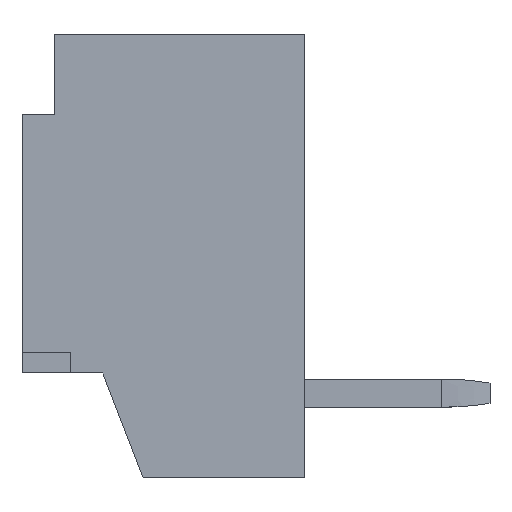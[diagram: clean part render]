
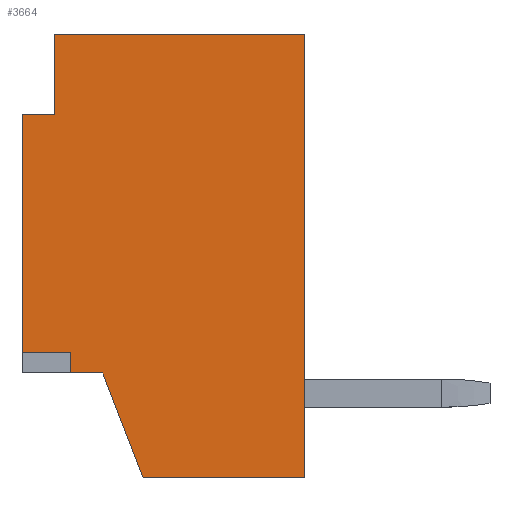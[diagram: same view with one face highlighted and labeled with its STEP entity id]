
A CAD part, left-side view. The second image highlights one B-rep face of the part: STEP entity #3664.
In plain terms, the highlighted face is planar.
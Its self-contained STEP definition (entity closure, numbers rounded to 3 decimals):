
#160 = VERTEX_POINT ( 'NONE', #7801 ) ;
#176 = LINE ( 'NONE', #8119, #8580 ) ;
#398 = EDGE_CURVE ( 'NONE', #1872, #2388, #3164, .T. ) ;
#424 = DIRECTION ( 'NONE',  ( 0., 1., 0. ) ) ;
#503 = DIRECTION ( 'NONE',  ( 0., 1., 0. ) ) ;
#568 = DIRECTION ( 'NONE',  ( 0., 0., -1. ) ) ;
#608 = ORIENTED_EDGE ( 'NONE', *, *, #6715, .F. ) ;
#651 = ORIENTED_EDGE ( 'NONE', *, *, #738, .T. ) ;
#657 = LINE ( 'NONE', #3137, #5103 ) ;
#738 = EDGE_CURVE ( 'NONE', #6838, #2730, #3356, .T. ) ;
#767 = EDGE_CURVE ( 'NONE', #1277, #4525, #6642, .T. ) ;
#826 = FACE_OUTER_BOUND ( 'NONE', #1739, .T. ) ;
#1125 = EDGE_CURVE ( 'NONE', #6838, #3131, #176, .T. ) ;
#1180 = CARTESIAN_POINT ( 'NONE',  ( 4., 0.975, 1.2 ) ) ;
#1273 = DIRECTION ( 'NONE',  ( 0., 0., -1. ) ) ;
#1277 = VERTEX_POINT ( 'NONE', #7240 ) ;
#1299 = VECTOR ( 'NONE', #1941, 1000. ) ;
#1348 = DIRECTION ( 'NONE',  ( 0., 0., -1. ) ) ;
#1532 = VECTOR ( 'NONE', #1273, 1000. ) ;
#1622 = PLANE ( 'NONE',  #1982 ) ;
#1634 = ORIENTED_EDGE ( 'NONE', *, *, #1125, .F. ) ;
#1739 = EDGE_LOOP ( 'NONE', ( #651, #7618, #3871, #6539, #608, #6273, #8567, #3132, #6781, #1634 ) ) ;
#1872 = VERTEX_POINT ( 'NONE', #7853 ) ;
#1941 = DIRECTION ( 'NONE',  ( 0., 0., -1. ) ) ;
#1966 = CARTESIAN_POINT ( 'NONE',  ( 4., -4.525, 0.1 ) ) ;
#1982 = AXIS2_PLACEMENT_3D ( 'NONE', #3448, #6260, #4102 ) ;
#2132 = VECTOR ( 'NONE', #568, 1000. ) ;
#2171 = CARTESIAN_POINT ( 'NONE',  ( 4., -3.225, 1. ) ) ;
#2388 = VERTEX_POINT ( 'NONE', #4684 ) ;
#2649 = LINE ( 'NONE', #1180, #3876 ) ;
#2722 = LINE ( 'NONE', #1966, #5214 ) ;
#2730 = VERTEX_POINT ( 'NONE', #7560 ) ;
#2936 = EDGE_CURVE ( 'NONE', #160, #4525, #2649, .T. ) ;
#3131 = VERTEX_POINT ( 'NONE', #5348 ) ;
#3132 = ORIENTED_EDGE ( 'NONE', *, *, #7332, .F. ) ;
#3137 = CARTESIAN_POINT ( 'NONE',  ( 4., 0.975, 1.2 ) ) ;
#3164 = LINE ( 'NONE', #6585, #6686 ) ;
#3305 = VECTOR ( 'NONE', #424, 1000. ) ;
#3356 = LINE ( 'NONE', #4050, #2132 ) ;
#3448 = CARTESIAN_POINT ( 'NONE',  ( 4., -4.525, 1.6 ) ) ;
#3585 = EDGE_CURVE ( 'NONE', #6154, #3131, #3886, .T. ) ;
#3664 = ADVANCED_FACE ( 'NONE', ( #826 ), #1622, .T. ) ;
#3871 = ORIENTED_EDGE ( 'NONE', *, *, #4867, .T. ) ;
#3876 = VECTOR ( 'NONE', #5284, 1000. ) ;
#3886 = LINE ( 'NONE', #4019, #1532 ) ;
#3991 = CARTESIAN_POINT ( 'NONE',  ( 4., -2.975, 1.6 ) ) ;
#4019 = CARTESIAN_POINT ( 'NONE',  ( 4., -2.975, 1.6 ) ) ;
#4050 = CARTESIAN_POINT ( 'NONE',  ( 4., -3.225, 1. ) ) ;
#4102 = DIRECTION ( 'NONE',  ( 0., 1., 0. ) ) ;
#4476 = LINE ( 'NONE', #7241, #3305 ) ;
#4525 = VERTEX_POINT ( 'NONE', #7621 ) ;
#4631 = CARTESIAN_POINT ( 'NONE',  ( 4., -0.025, 1.6 ) ) ;
#4684 = CARTESIAN_POINT ( 'NONE',  ( 4., 0.975, -1.9 ) ) ;
#4685 = DIRECTION ( 'NONE',  ( 0., 0.933, 0.359 ) ) ;
#4867 = EDGE_CURVE ( 'NONE', #8093, #1872, #7988, .T. ) ;
#5103 = VECTOR ( 'NONE', #7298, 1000. ) ;
#5214 = VECTOR ( 'NONE', #4685, 1000. ) ;
#5284 = DIRECTION ( 'NONE',  ( 0., -1., 0. ) ) ;
#5348 = CARTESIAN_POINT ( 'NONE',  ( 4., -2.975, 1. ) ) ;
#5947 = EDGE_CURVE ( 'NONE', #8093, #2730, #2722, .T. ) ;
#6154 = VERTEX_POINT ( 'NONE', #3991 ) ;
#6260 = DIRECTION ( 'NONE',  ( 1., 0., 0. ) ) ;
#6273 = ORIENTED_EDGE ( 'NONE', *, *, #2936, .T. ) ;
#6539 = ORIENTED_EDGE ( 'NONE', *, *, #398, .T. ) ;
#6585 = CARTESIAN_POINT ( 'NONE',  ( 4., -4.525, -1.9 ) ) ;
#6642 = LINE ( 'NONE', #4631, #7164 ) ;
#6686 = VECTOR ( 'NONE', #503, 1000. ) ;
#6715 = EDGE_CURVE ( 'NONE', #160, #2388, #657, .T. ) ;
#6781 = ORIENTED_EDGE ( 'NONE', *, *, #3585, .T. ) ;
#6838 = VERTEX_POINT ( 'NONE', #2171 ) ;
#7164 = VECTOR ( 'NONE', #1348, 1000. ) ;
#7240 = CARTESIAN_POINT ( 'NONE',  ( 4., -0.025, 1.6 ) ) ;
#7241 = CARTESIAN_POINT ( 'NONE',  ( 4., -2.975, 1.6 ) ) ;
#7298 = DIRECTION ( 'NONE',  ( 0., 0., -1. ) ) ;
#7332 = EDGE_CURVE ( 'NONE', #6154, #1277, #4476, .T. ) ;
#7428 = CARTESIAN_POINT ( 'NONE',  ( 4., -4.525, 0.1 ) ) ;
#7560 = CARTESIAN_POINT ( 'NONE',  ( 4., -3.225, 0.6 ) ) ;
#7618 = ORIENTED_EDGE ( 'NONE', *, *, #5947, .F. ) ;
#7621 = CARTESIAN_POINT ( 'NONE',  ( 4., -0.025, 1.2 ) ) ;
#7801 = CARTESIAN_POINT ( 'NONE',  ( 4., 0.975, 1.2 ) ) ;
#7812 = CARTESIAN_POINT ( 'NONE',  ( 4., -4.525, 0.1 ) ) ;
#7853 = CARTESIAN_POINT ( 'NONE',  ( 4., -4.525, -1.9 ) ) ;
#7988 = LINE ( 'NONE', #7812, #1299 ) ;
#8093 = VERTEX_POINT ( 'NONE', #7428 ) ;
#8119 = CARTESIAN_POINT ( 'NONE',  ( 4., -3.225, 1. ) ) ;
#8198 = DIRECTION ( 'NONE',  ( 0., 1., 0. ) ) ;
#8567 = ORIENTED_EDGE ( 'NONE', *, *, #767, .F. ) ;
#8580 = VECTOR ( 'NONE', #8198, 1000. ) ;
